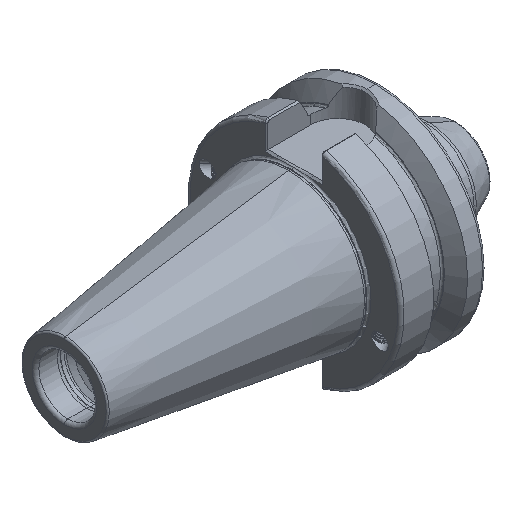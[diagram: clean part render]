
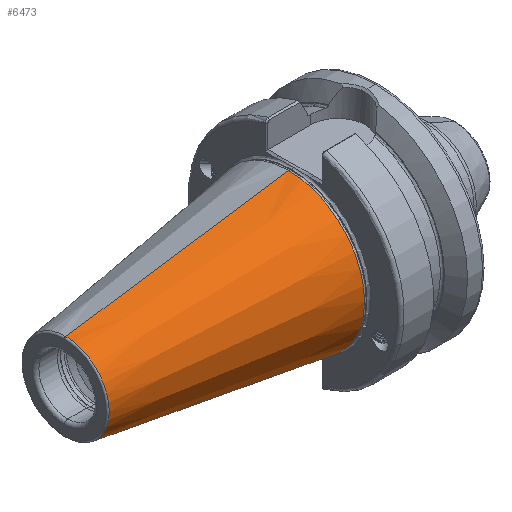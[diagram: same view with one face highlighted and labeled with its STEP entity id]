
A CAD part, isometric view. The second image highlights one B-rep face of the part: STEP entity #6473.
In plain terms, the highlighted conical face has half-angle 8.297 degrees and reference radius 22.298 mm.
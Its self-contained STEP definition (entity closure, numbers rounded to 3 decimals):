
#2107 = CARTESIAN_POINT ( 'NONE',  ( -1.5, 0., 0. ) ) ;
#2109 = DIRECTION ( 'NONE',  ( 1., 0., 0. ) ) ;
#2111 = DIRECTION ( 'NONE',  ( 0., 0., -1. ) ) ;
#3901 = CARTESIAN_POINT ( 'NONE',  ( -66.972, 0., 0. ) ) ;
#3923 = DIRECTION ( 'NONE',  ( 0., 0., -1. ) ) ;
#3925 = DIRECTION ( 'NONE',  ( 0., 0., -1. ) ) ;
#3939 = DIRECTION ( 'NONE',  ( 1., 0., 0. ) ) ;
#3940 = DIRECTION ( 'NONE',  ( 1., 0., 0. ) ) ;
#3941 = CARTESIAN_POINT ( 'NONE',  ( -1.5, 0., 0. ) ) ;
#4579 = CARTESIAN_POINT ( 'NONE',  ( -1.5, 0., 22.298 ) ) ;
#4657 = CARTESIAN_POINT ( 'NONE',  ( -1.5, 0., -22.298 ) ) ;
#4819 = CARTESIAN_POINT ( 'NONE',  ( -66.972, 0., 12.75 ) ) ;
#4834 = CARTESIAN_POINT ( 'NONE',  ( -66.972, 0., -12.75 ) ) ;
#5794 = CARTESIAN_POINT ( 'NONE',  ( -1.5, 0., -22.298 ) ) ;
#5803 = DIRECTION ( 'NONE',  ( 0.99, 0., -0.144 ) ) ;
#5806 = EDGE_CURVE ( 'NONE', #21466, #15107, #20106, .T. ) ;
#5868 = EDGE_CURVE ( 'NONE', #21467, #15079, #20157, .T. ) ;
#6473 = ADVANCED_FACE ( 'NONE', ( #19512 ), #19516, .T. ) ;
#6928 = ORIENTED_EDGE ( 'NONE', *, *, #5868, .F. ) ;
#6979 = ORIENTED_EDGE ( 'NONE', *, *, #5806, .T. ) ;
#6984 = ORIENTED_EDGE ( 'NONE', *, *, #10713, .F. ) ;
#6989 = ORIENTED_EDGE ( 'NONE', *, *, #10715, .T. ) ;
#8790 = CIRCLE ( 'NONE', #19140, 22.298 ) ;
#8799 = CIRCLE ( 'NONE', #19126, 12.75 ) ;
#10713 = EDGE_CURVE ( 'NONE', #15079, #15107, #8790, .T. ) ;
#10715 = EDGE_CURVE ( 'NONE', #21467, #21466, #8799, .T. ) ;
#15079 = VERTEX_POINT ( 'NONE', #4579 ) ;
#15107 = VERTEX_POINT ( 'NONE', #4657 ) ;
#19126 = AXIS2_PLACEMENT_3D ( 'NONE', #3901, #3940, #3925 ) ;
#19140 = AXIS2_PLACEMENT_3D ( 'NONE', #3941, #3939, #3923 ) ;
#19512 = FACE_OUTER_BOUND ( 'NONE', #20056, .T. ) ;
#19516 = CONICAL_SURFACE ( 'NONE', #20362, 22.298, 0.145 ) ;
#20056 = EDGE_LOOP ( 'NONE', ( #6928, #6989, #6979, #6984 ) ) ;
#20106 = LINE ( 'NONE', #5794, #20133 ) ;
#20133 = VECTOR ( 'NONE', #5803, 1000. ) ;
#20157 = LINE ( 'NONE', #21355, #20200 ) ;
#20200 = VECTOR ( 'NONE', #21356, 1000. ) ;
#20362 = AXIS2_PLACEMENT_3D ( 'NONE', #2107, #2109, #2111 ) ;
#21355 = CARTESIAN_POINT ( 'NONE',  ( -1.5, 0., 22.298 ) ) ;
#21356 = DIRECTION ( 'NONE',  ( 0.99, 0., 0.144 ) ) ;
#21466 = VERTEX_POINT ( 'NONE', #4834 ) ;
#21467 = VERTEX_POINT ( 'NONE', #4819 ) ;
